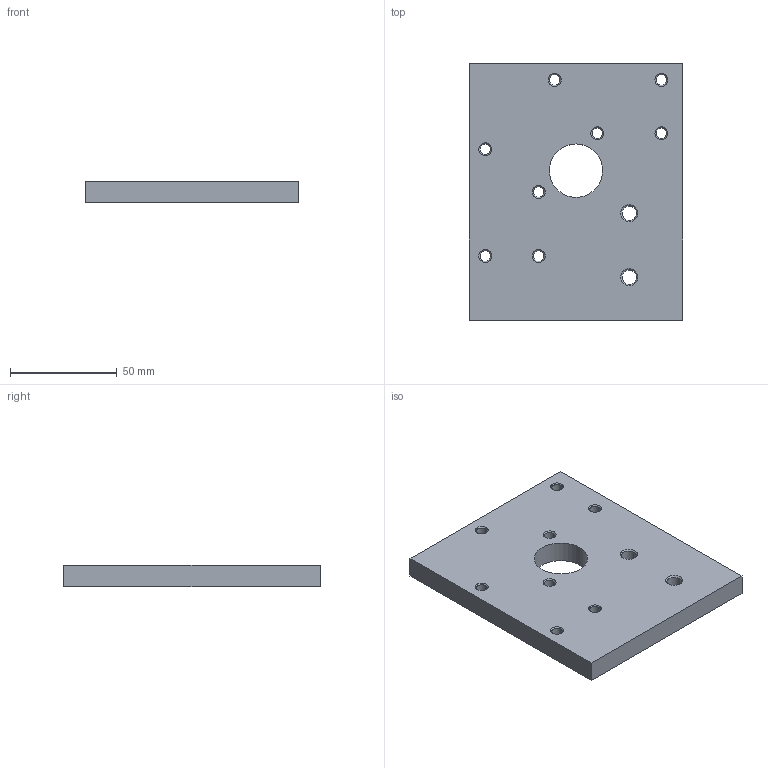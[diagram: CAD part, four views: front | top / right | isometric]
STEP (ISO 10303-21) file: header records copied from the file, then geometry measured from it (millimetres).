
FILE_DESCRIPTION (( 'STEP AP203' ), '1' );
FILE_NAME ('emporte pièce 3.STEP', '2015-11-23T19:47:04', ( '' ), ( '' ), 'SwSTEP 2.0', 'SolidWorks 2010', '' );
FILE_SCHEMA (( 'CONFIG_CONTROL_DESIGN' ));
Length unit declared in the file: millimetre
Products named in the file (1): emporte pièce 3
Bounding box: 100 x 120 x 10 mm (x, y, z)
Volume: 112766.7 mm3; surface area: 29377.7 mm2
Topology: 1 solids, 1 shells, 48 faces, 118 edges, 72 vertices
Faces by surface type: cylinder 22, cone 20, plane 6
Entity records: 1547 total; most frequent: DIRECTION 280, CARTESIAN_POINT 239, ORIENTED_EDGE 236, EDGE_CURVE 118, AXIS2_PLACEMENT_3D 113, VERTEX_POINT 72, EDGE_LOOP 70, CIRCLE 64
